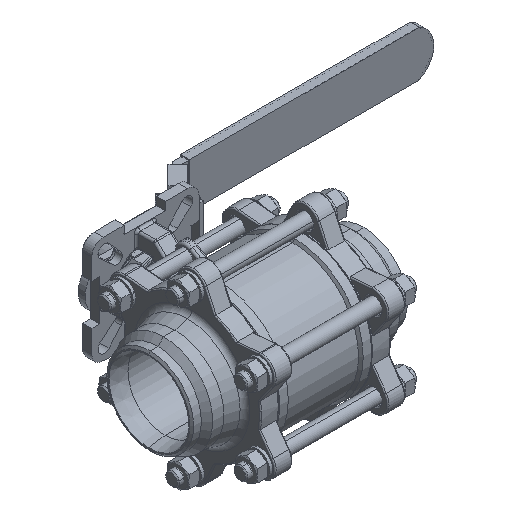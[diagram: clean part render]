
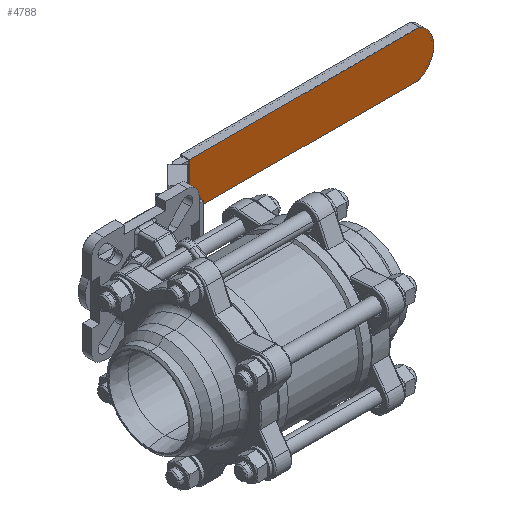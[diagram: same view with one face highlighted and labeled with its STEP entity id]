
A CAD part, isometric view. The second image highlights one B-rep face of the part: STEP entity #4788.
In plain terms, the highlighted face is planar.
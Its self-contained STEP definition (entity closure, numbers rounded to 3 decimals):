
#1722 = EDGE_CURVE ( 'NONE', #11250, #7252, #8864, .T. ) ;
#2276 = CARTESIAN_POINT ( 'NONE',  ( 191.056, 0., -4. ) ) ;
#2502 = EDGE_CURVE ( 'NONE', #22439, #18842, #17616, .T. ) ;
#2573 = VECTOR ( 'NONE', #16048, 1000. ) ;
#2608 = CARTESIAN_POINT ( 'NONE',  ( 200.221, 20., -4. ) ) ;
#2672 = ORIENTED_EDGE ( 'NONE', *, *, #28799, .F. ) ;
#4788 = ADVANCED_FACE ( 'NONE', ( #15168 ), #22573, .T. ) ;
#5852 = DIRECTION ( 'NONE',  ( 0., 0., 1. ) ) ;
#7252 = VERTEX_POINT ( 'NONE', #8376 ) ;
#8347 = CARTESIAN_POINT ( 'NONE',  ( -1., 20., -4. ) ) ;
#8376 = CARTESIAN_POINT ( 'NONE',  ( -1., 20., -4. ) ) ;
#8864 = LINE ( 'NONE', #8347, #2573 ) ;
#9750 = ORIENTED_EDGE ( 'NONE', *, *, #20361, .F. ) ;
#10090 = DIRECTION ( 'NONE',  ( -1., 0., 0. ) ) ;
#11250 = VERTEX_POINT ( 'NONE', #2608 ) ;
#12707 = EDGE_LOOP ( 'NONE', ( #24442, #2672, #28947, #9750 ) ) ;
#15073 = AXIS2_PLACEMENT_3D ( 'NONE', #19914, #5852, #22279 ) ;
#15168 = FACE_OUTER_BOUND ( 'NONE', #12707, .T. ) ;
#15470 = CARTESIAN_POINT ( 'NONE',  ( -1., -20., -4. ) ) ;
#16048 = DIRECTION ( 'NONE',  ( -1., 0., 0. ) ) ;
#16152 = DIRECTION ( 'NONE',  ( 1., 0., 0. ) ) ;
#17616 = LINE ( 'NONE', #22773, #29434 ) ;
#17677 = VECTOR ( 'NONE', #17924, 1000. ) ;
#17924 = DIRECTION ( 'NONE',  ( 0., -1., 0. ) ) ;
#18842 = VERTEX_POINT ( 'NONE', #27349 ) ;
#19914 = CARTESIAN_POINT ( 'NONE',  ( 191.056, 0., -4. ) ) ;
#20268 = CARTESIAN_POINT ( 'NONE',  ( -1., -20., -4. ) ) ;
#20361 = EDGE_CURVE ( 'NONE', #18842, #11250, #29507, .T. ) ;
#22279 = DIRECTION ( 'NONE',  ( -1., 0., 0. ) ) ;
#22439 = VERTEX_POINT ( 'NONE', #15470 ) ;
#22573 = PLANE ( 'NONE',  #25701 ) ;
#22773 = CARTESIAN_POINT ( 'NONE',  ( -1., -20., -4. ) ) ;
#24442 = ORIENTED_EDGE ( 'NONE', *, *, #2502, .F. ) ;
#25310 = DIRECTION ( 'NONE',  ( 0., 0., -1. ) ) ;
#25701 = AXIS2_PLACEMENT_3D ( 'NONE', #2276, #25310, #10090 ) ;
#27349 = CARTESIAN_POINT ( 'NONE',  ( 200.221, -20., -4. ) ) ;
#28799 = EDGE_CURVE ( 'NONE', #7252, #22439, #30236, .T. ) ;
#28947 = ORIENTED_EDGE ( 'NONE', *, *, #1722, .F. ) ;
#29434 = VECTOR ( 'NONE', #16152, 1000. ) ;
#29507 = CIRCLE ( 'NONE', #15073, 22. ) ;
#30236 = LINE ( 'NONE', #20268, #17677 ) ;
